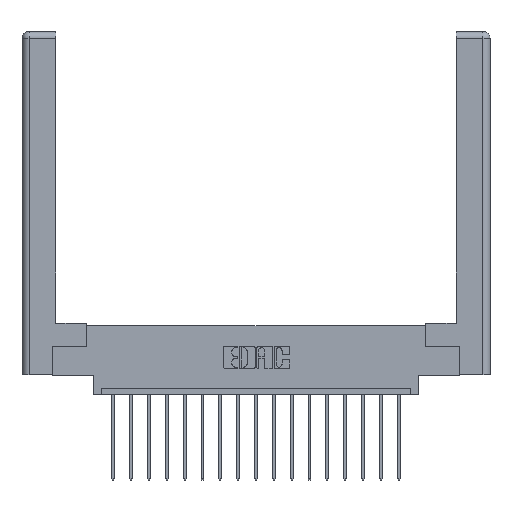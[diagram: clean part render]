
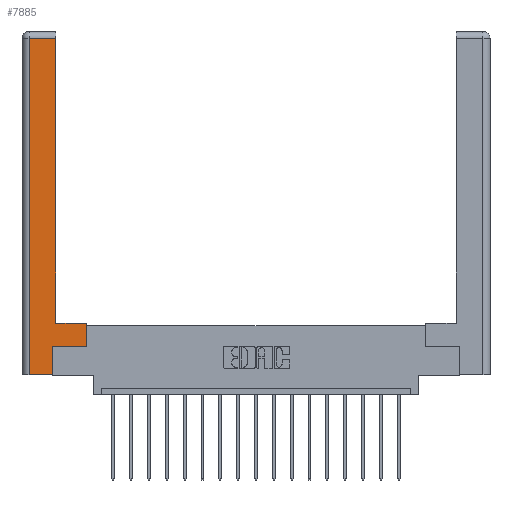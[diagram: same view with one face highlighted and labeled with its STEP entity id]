
A CAD part, top view. The second image highlights one B-rep face of the part: STEP entity #7885.
In plain terms, the highlighted planar face has unit normal (0, 0, 1).
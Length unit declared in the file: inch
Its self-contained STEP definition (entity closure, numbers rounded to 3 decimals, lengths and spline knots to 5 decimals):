
#71 = ORIENTED_EDGE ( 'NONE', *, *, #3425, .T. ) ;
#627 = EDGE_CURVE ( 'NONE', #11618, #2943, #2881, .T. ) ;
#980 = EDGE_CURVE ( 'NONE', #16748, #1358, #14580, .T. ) ;
#1169 = VERTEX_POINT ( 'NONE', #5450 ) ;
#1358 = VERTEX_POINT ( 'NONE', #17795 ) ;
#1662 = DIRECTION ( 'NONE',  ( -1., 0., 0. ) ) ;
#2283 = DIRECTION ( 'NONE',  ( 0., 0., -1. ) ) ;
#2303 = DIRECTION ( 'NONE',  ( 1., 0., 0. ) ) ;
#2322 = AXIS2_PLACEMENT_3D ( 'NONE', #5192, #2283, #12373 ) ;
#2435 = DIRECTION ( 'NONE',  ( 0., 1., 0. ) ) ;
#2755 = CARTESIAN_POINT ( 'NONE',  ( 0.565, 0.245, 0. ) ) ;
#2881 = LINE ( 'NONE', #10289, #17998 ) ;
#2943 = VERTEX_POINT ( 'NONE', #17861 ) ;
#3228 = VECTOR ( 'NONE', #15859, 39.37008 ) ;
#3425 = EDGE_CURVE ( 'NONE', #6012, #16721, #18567, .T. ) ;
#3533 = DIRECTION ( 'NONE',  ( 0., 1., 0. ) ) ;
#4912 = CARTESIAN_POINT ( 'NONE',  ( 0.0615, 2.94, 0. ) ) ;
#5124 = VECTOR ( 'NONE', #8048, 39.37008 ) ;
#5178 = ORIENTED_EDGE ( 'NONE', *, *, #9470, .T. ) ;
#5192 = CARTESIAN_POINT ( 'NONE',  ( 0., 0., 0. ) ) ;
#5450 = CARTESIAN_POINT ( 'NONE',  ( 0.265, 0., 0. ) ) ;
#5557 = CARTESIAN_POINT ( 'NONE',  ( 0.565, 0.245, 0. ) ) ;
#6012 = VERTEX_POINT ( 'NONE', #18494 ) ;
#6140 = ORIENTED_EDGE ( 'NONE', *, *, #980, .T. ) ;
#7403 = CARTESIAN_POINT ( 'NONE',  ( 0.295, 2.94, 0. ) ) ;
#7745 = LINE ( 'NONE', #15521, #8408 ) ;
#7885 = ADVANCED_FACE ( 'NONE', ( #18035 ), #10908, .F. ) ;
#8048 = DIRECTION ( 'NONE',  ( 0., -1., 0. ) ) ;
#8296 = CARTESIAN_POINT ( 'NONE',  ( 0.0615, 0., 0. ) ) ;
#8408 = VECTOR ( 'NONE', #2303, 39.37008 ) ;
#8910 = VECTOR ( 'NONE', #3533, 39.37008 ) ;
#9467 = CARTESIAN_POINT ( 'NONE',  ( 0.565, 0.45, 0. ) ) ;
#9470 = EDGE_CURVE ( 'NONE', #2943, #13694, #15240, .T. ) ;
#10289 = CARTESIAN_POINT ( 'NONE',  ( 0.295, 0.45, 0. ) ) ;
#10626 = EDGE_CURVE ( 'NONE', #13694, #16748, #13614, .T. ) ;
#10734 = EDGE_CURVE ( 'NONE', #16721, #11618, #11338, .T. ) ;
#10769 = EDGE_CURVE ( 'NONE', #1358, #1169, #7745, .T. ) ;
#10803 = ORIENTED_EDGE ( 'NONE', *, *, #627, .T. ) ;
#10908 = PLANE ( 'NONE',  #2322 ) ;
#11338 = LINE ( 'NONE', #9467, #16993 ) ;
#11618 = VERTEX_POINT ( 'NONE', #14769 ) ;
#11776 = EDGE_LOOP ( 'NONE', ( #5178, #12683, #6140, #13695, #18111, #71, #17830, #10803 ) ) ;
#12373 = DIRECTION ( 'NONE',  ( -1., 0., 0. ) ) ;
#12683 = ORIENTED_EDGE ( 'NONE', *, *, #10626, .T. ) ;
#12853 = VECTOR ( 'NONE', #14049, 39.37008 ) ;
#13614 = LINE ( 'NONE', #4912, #14271 ) ;
#13667 = CARTESIAN_POINT ( 'NONE',  ( 0.295, 3., 0. ) ) ;
#13694 = VERTEX_POINT ( 'NONE', #7403 ) ;
#13695 = ORIENTED_EDGE ( 'NONE', *, *, #10769, .T. ) ;
#13750 = LINE ( 'NONE', #15691, #12853 ) ;
#13932 = CARTESIAN_POINT ( 'NONE',  ( 0.0615, 2.94, 0. ) ) ;
#14049 = DIRECTION ( 'NONE',  ( 0., 1., 0. ) ) ;
#14271 = VECTOR ( 'NONE', #17888, 39.37008 ) ;
#14580 = LINE ( 'NONE', #8296, #5124 ) ;
#14769 = CARTESIAN_POINT ( 'NONE',  ( 0.565, 0.45, 0. ) ) ;
#15240 = LINE ( 'NONE', #13667, #8910 ) ;
#15521 = CARTESIAN_POINT ( 'NONE',  ( 0.265, 0., 0. ) ) ;
#15691 = CARTESIAN_POINT ( 'NONE',  ( 0.265, 0.245, 0. ) ) ;
#15859 = DIRECTION ( 'NONE',  ( 1., 0., 0. ) ) ;
#16721 = VERTEX_POINT ( 'NONE', #5557 ) ;
#16748 = VERTEX_POINT ( 'NONE', #13932 ) ;
#16993 = VECTOR ( 'NONE', #2435, 39.37008 ) ;
#17795 = CARTESIAN_POINT ( 'NONE',  ( 0.0615, 0., 0. ) ) ;
#17830 = ORIENTED_EDGE ( 'NONE', *, *, #10734, .T. ) ;
#17861 = CARTESIAN_POINT ( 'NONE',  ( 0.295, 0.45, 0. ) ) ;
#17888 = DIRECTION ( 'NONE',  ( -1., 0., 0. ) ) ;
#17889 = EDGE_CURVE ( 'NONE', #1169, #6012, #13750, .T. ) ;
#17998 = VECTOR ( 'NONE', #1662, 39.37008 ) ;
#18035 = FACE_OUTER_BOUND ( 'NONE', #11776, .T. ) ;
#18111 = ORIENTED_EDGE ( 'NONE', *, *, #17889, .T. ) ;
#18494 = CARTESIAN_POINT ( 'NONE',  ( 0.265, 0.245, 0. ) ) ;
#18567 = LINE ( 'NONE', #2755, #3228 ) ;
